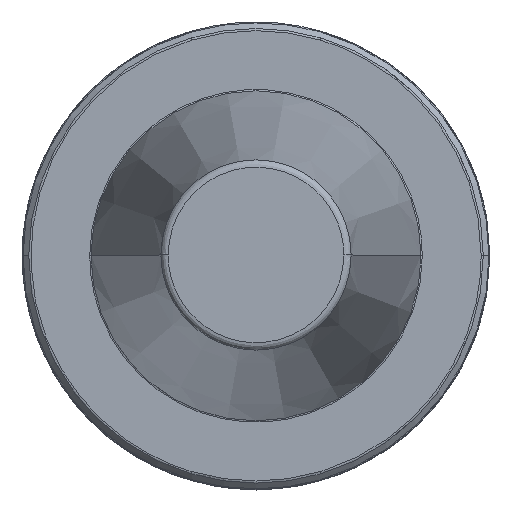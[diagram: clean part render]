
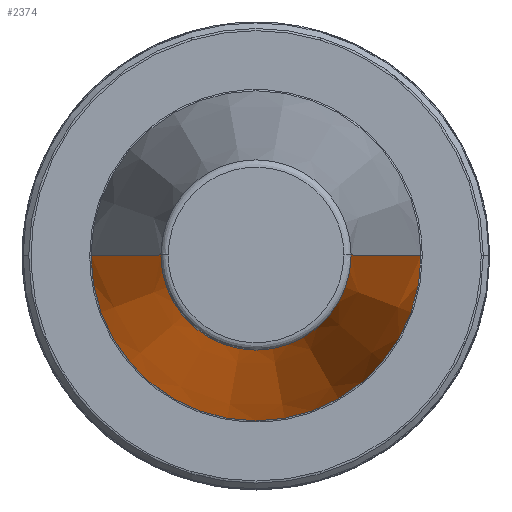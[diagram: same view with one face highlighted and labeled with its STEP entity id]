
A CAD part, top view. The second image highlights one B-rep face of the part: STEP entity #2374.
In plain terms, the highlighted conical face has half-angle 8.297 degrees and reference radius 22.225 mm.
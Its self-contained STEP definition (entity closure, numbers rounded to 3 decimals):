
#131 = DIRECTION ( 'NONE',  ( -1., 0., 0. ) ) ;
#147 = AXIS2_PLACEMENT_3D ( 'NONE', #2454, #2765, #895 ) ;
#244 = CIRCLE ( 'NONE', #633, 22.225 ) ;
#250 = VECTOR ( 'NONE', #1441, 1000. ) ;
#293 = AXIS2_PLACEMENT_3D ( 'NONE', #2712, #2711, #2700 ) ;
#381 = EDGE_CURVE ( 'NONE', #2570, #554, #600, .T. ) ;
#554 = VERTEX_POINT ( 'NONE', #1368 ) ;
#600 = LINE ( 'NONE', #1564, #250 ) ;
#633 = AXIS2_PLACEMENT_3D ( 'NONE', #3025, #1587, #131 ) ;
#841 = ORIENTED_EDGE ( 'NONE', *, *, #3090, .T. ) ;
#895 = DIRECTION ( 'NONE',  ( -1., 0., 0. ) ) ;
#912 = VERTEX_POINT ( 'NONE', #974 ) ;
#974 = CARTESIAN_POINT ( 'NONE',  ( -22.225, 0., 0. ) ) ;
#1108 = LINE ( 'NONE', #2336, #2449 ) ;
#1139 = CONICAL_SURFACE ( 'NONE', #147, 22.225, 0.145 ) ;
#1368 = CARTESIAN_POINT ( 'NONE',  ( 22.225, 0., 0. ) ) ;
#1441 = DIRECTION ( 'NONE',  ( 0.144, 0., -0.99 ) ) ;
#1500 = EDGE_CURVE ( 'NONE', #1959, #912, #1108, .T. ) ;
#1511 = ORIENTED_EDGE ( 'NONE', *, *, #2338, .T. ) ;
#1564 = CARTESIAN_POINT ( 'NONE',  ( 22.225, 0., 0. ) ) ;
#1587 = DIRECTION ( 'NONE',  ( 0., 0., 1. ) ) ;
#1596 = FACE_OUTER_BOUND ( 'NONE', #2114, .T. ) ;
#1682 = CARTESIAN_POINT ( 'NONE',  ( 12.812, 0., 64.544 ) ) ;
#1840 = CARTESIAN_POINT ( 'NONE',  ( -12.812, 0., 64.544 ) ) ;
#1959 = VERTEX_POINT ( 'NONE', #1840 ) ;
#2114 = EDGE_LOOP ( 'NONE', ( #2508, #841, #2834, #1511 ) ) ;
#2283 = DIRECTION ( 'NONE',  ( -0.144, 0., -0.99 ) ) ;
#2336 = CARTESIAN_POINT ( 'NONE',  ( -22.225, 0., 0. ) ) ;
#2338 = EDGE_CURVE ( 'NONE', #912, #554, #244, .T. ) ;
#2374 = ADVANCED_FACE ( 'NONE', ( #1596 ), #1139, .T. ) ;
#2449 = VECTOR ( 'NONE', #2283, 1000. ) ;
#2454 = CARTESIAN_POINT ( 'NONE',  ( 0., 0., 0. ) ) ;
#2508 = ORIENTED_EDGE ( 'NONE', *, *, #381, .F. ) ;
#2570 = VERTEX_POINT ( 'NONE', #1682 ) ;
#2700 = DIRECTION ( 'NONE',  ( -1., 0., 0. ) ) ;
#2711 = DIRECTION ( 'NONE',  ( 0., 0., -1. ) ) ;
#2712 = CARTESIAN_POINT ( 'NONE',  ( 0., 0., 64.544 ) ) ;
#2722 = CIRCLE ( 'NONE', #293, 12.812 ) ;
#2765 = DIRECTION ( 'NONE',  ( 0., 0., -1. ) ) ;
#2834 = ORIENTED_EDGE ( 'NONE', *, *, #1500, .T. ) ;
#3025 = CARTESIAN_POINT ( 'NONE',  ( 0., 0., 0. ) ) ;
#3090 = EDGE_CURVE ( 'NONE', #2570, #1959, #2722, .T. ) ;
